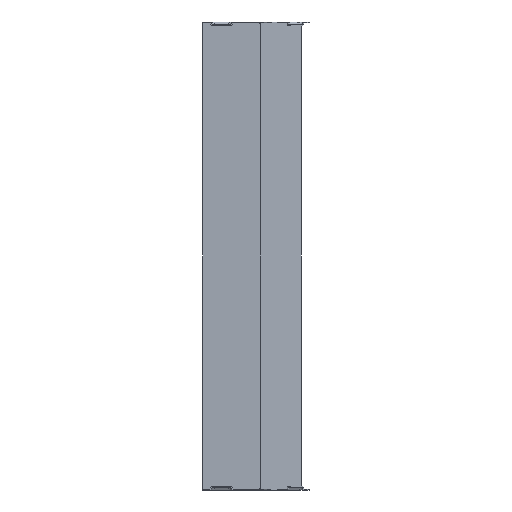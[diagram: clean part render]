
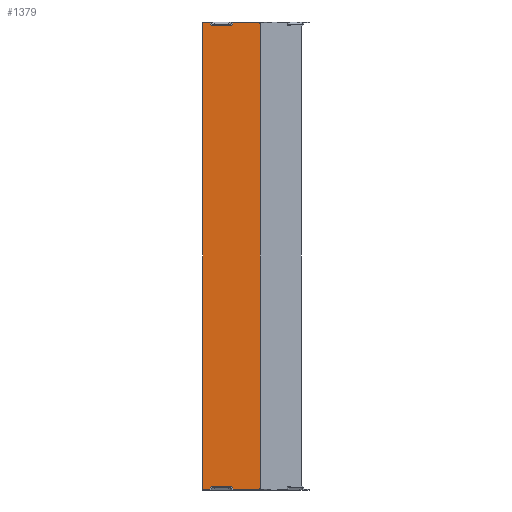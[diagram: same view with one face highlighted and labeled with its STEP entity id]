
A CAD part, front view. The second image highlights one B-rep face of the part: STEP entity #1379.
In plain terms, the highlighted planar face has unit normal (0, -1, 0).
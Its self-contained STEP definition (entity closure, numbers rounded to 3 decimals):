
#64=FACE_OUTER_BOUND('',#132,.T.);
#132=EDGE_LOOP('',(#880,#881,#882,#883,#884,#885,#886,#887,#888,#889));
#215=LINE('',#1979,#381);
#216=LINE('',#1981,#382);
#217=LINE('',#1983,#383);
#218=LINE('',#1985,#384);
#219=LINE('',#1987,#385);
#220=LINE('',#1989,#386);
#221=LINE('',#1991,#387);
#222=LINE('',#1993,#388);
#223=LINE('',#1995,#389);
#224=LINE('',#1996,#390);
#381=VECTOR('',#1597,10.);
#382=VECTOR('',#1598,10.);
#383=VECTOR('',#1599,10.);
#384=VECTOR('',#1600,10.);
#385=VECTOR('',#1601,10.);
#386=VECTOR('',#1602,10.);
#387=VECTOR('',#1603,10.);
#388=VECTOR('',#1604,10.);
#389=VECTOR('',#1605,10.);
#390=VECTOR('',#1606,10.);
#548=VERTEX_POINT('',#1977);
#549=VERTEX_POINT('',#1978);
#550=VERTEX_POINT('',#1980);
#551=VERTEX_POINT('',#1982);
#552=VERTEX_POINT('',#1984);
#553=VERTEX_POINT('',#1986);
#554=VERTEX_POINT('',#1988);
#555=VERTEX_POINT('',#1990);
#556=VERTEX_POINT('',#1992);
#557=VERTEX_POINT('',#1994);
#681=EDGE_CURVE('',#548,#549,#215,.T.);
#682=EDGE_CURVE('',#550,#549,#216,.T.);
#683=EDGE_CURVE('',#550,#551,#217,.T.);
#684=EDGE_CURVE('',#551,#552,#218,.T.);
#685=EDGE_CURVE('',#552,#553,#219,.T.);
#686=EDGE_CURVE('',#554,#553,#220,.T.);
#687=EDGE_CURVE('',#555,#554,#221,.T.);
#688=EDGE_CURVE('',#556,#555,#222,.T.);
#689=EDGE_CURVE('',#557,#556,#223,.T.);
#690=EDGE_CURVE('',#557,#548,#224,.T.);
#880=ORIENTED_EDGE('',*,*,#681,.T.);
#881=ORIENTED_EDGE('',*,*,#682,.F.);
#882=ORIENTED_EDGE('',*,*,#683,.T.);
#883=ORIENTED_EDGE('',*,*,#684,.T.);
#884=ORIENTED_EDGE('',*,*,#685,.T.);
#885=ORIENTED_EDGE('',*,*,#686,.F.);
#886=ORIENTED_EDGE('',*,*,#687,.F.);
#887=ORIENTED_EDGE('',*,*,#688,.F.);
#888=ORIENTED_EDGE('',*,*,#689,.F.);
#889=ORIENTED_EDGE('',*,*,#690,.T.);
#1258=PLANE('',#1472);
#1379=ADVANCED_FACE('',(#64),#1258,.F.);
#1472=AXIS2_PLACEMENT_3D('',#1976,#1595,#1596);
#1595=DIRECTION('center_axis',(0.,1.,0.));
#1596=DIRECTION('ref_axis',(0.,0.,1.));
#1597=DIRECTION('',(-1.,0.,0.));
#1598=DIRECTION('',(0.,0.,1.));
#1599=DIRECTION('',(0.,0.,-1.));
#1600=DIRECTION('',(0.,0.,-1.));
#1601=DIRECTION('',(1.,0.,0.));
#1602=DIRECTION('',(0.,0.,-1.));
#1603=DIRECTION('',(-1.,0.,0.));
#1604=DIRECTION('',(0.,0.,-1.));
#1605=DIRECTION('',(1.,0.,0.));
#1606=DIRECTION('',(0.,0.,1.));
#1976=CARTESIAN_POINT('Origin',(61.401,-1.,-250.));
#1977=CARTESIAN_POINT('',(60.586,-1.,-1.));
#1978=CARTESIAN_POINT('',(0.,-1.,-1.));
#1979=CARTESIAN_POINT('',(45.847,-1.,-1.));
#1980=CARTESIAN_POINT('',(0.,-1.,-2.));
#1981=CARTESIAN_POINT('',(0.,-1.,-374.5));
#1982=CARTESIAN_POINT('',(0.,-1.,-498.));
#1983=CARTESIAN_POINT('',(0.,-1.,0.));
#1984=CARTESIAN_POINT('',(0.,-1.,-499.));
#1985=CARTESIAN_POINT('',(0.,-1.,-374.5));
#1986=CARTESIAN_POINT('',(60.586,-1.,-499.));
#1987=CARTESIAN_POINT('',(45.847,-1.,-499.));
#1988=CARTESIAN_POINT('',(60.586,-1.,-498.));
#1989=CARTESIAN_POINT('',(60.586,-1.,-375.));
#1990=CARTESIAN_POINT('',(61.414,-1.,-498.));
#1991=CARTESIAN_POINT('',(83.298,-1.,-498.));
#1992=CARTESIAN_POINT('',(61.414,-1.,-2.));
#1993=CARTESIAN_POINT('',(61.414,-1.,-250.));
#1994=CARTESIAN_POINT('',(60.586,-1.,-2.));
#1995=CARTESIAN_POINT('',(30.701,-1.,-2.));
#1996=CARTESIAN_POINT('',(60.586,-1.,-125.5));
